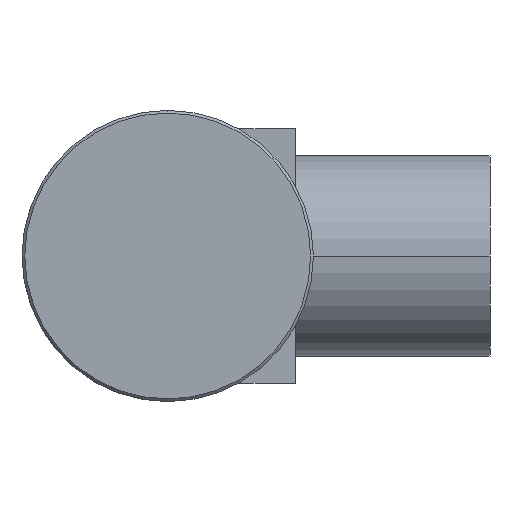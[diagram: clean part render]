
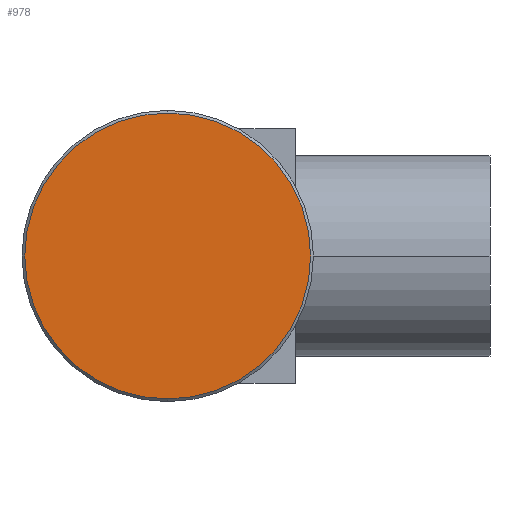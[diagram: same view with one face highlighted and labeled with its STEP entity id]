
A CAD part, left-side view. The second image highlights one B-rep face of the part: STEP entity #978.
In plain terms, the highlighted planar face has unit normal (-1, 0, 0).
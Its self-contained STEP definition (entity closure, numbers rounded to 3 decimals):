
#18 = FACE_OUTER_BOUND ( 'NONE', #1228, .T. ) ;
#139 = DIRECTION ( 'NONE',  ( 0., 0., 1. ) ) ;
#152 = AXIS2_PLACEMENT_3D ( 'NONE', #575, #655, #1166 ) ;
#194 = CARTESIAN_POINT ( 'NONE',  ( 0., 0., -15.7 ) ) ;
#198 = CARTESIAN_POINT ( 'NONE',  ( 0., 0., 0. ) ) ;
#210 = EDGE_CURVE ( 'NONE', #1012, #599, #636, .T. ) ;
#498 = DIRECTION ( 'NONE',  ( 0., 0., -1. ) ) ;
#575 = CARTESIAN_POINT ( 'NONE',  ( 0., 0., 0. ) ) ;
#585 = CIRCLE ( 'NONE', #1090, 15.7 ) ;
#599 = VERTEX_POINT ( 'NONE', #194 ) ;
#636 = CIRCLE ( 'NONE', #152, 15.7 ) ;
#640 = CARTESIAN_POINT ( 'NONE',  ( 0., 0., 0. ) ) ;
#655 = DIRECTION ( 'NONE',  ( -1., 0., 0. ) ) ;
#688 = DIRECTION ( 'NONE',  ( 1., 0., 0. ) ) ;
#976 = ORIENTED_EDGE ( 'NONE', *, *, #1284, .T. ) ;
#978 = ADVANCED_FACE ( 'NONE', ( #18 ), #987, .F. ) ;
#987 = PLANE ( 'NONE',  #1052 ) ;
#1012 = VERTEX_POINT ( 'NONE', #1088 ) ;
#1051 = ORIENTED_EDGE ( 'NONE', *, *, #210, .T. ) ;
#1052 = AXIS2_PLACEMENT_3D ( 'NONE', #198, #688, #498 ) ;
#1088 = CARTESIAN_POINT ( 'NONE',  ( 0., 0., 15.7 ) ) ;
#1090 = AXIS2_PLACEMENT_3D ( 'NONE', #640, #1148, #139 ) ;
#1148 = DIRECTION ( 'NONE',  ( -1., 0., 0. ) ) ;
#1166 = DIRECTION ( 'NONE',  ( 0., 0., 1. ) ) ;
#1228 = EDGE_LOOP ( 'NONE', ( #976, #1051 ) ) ;
#1284 = EDGE_CURVE ( 'NONE', #599, #1012, #585, .T. ) ;
